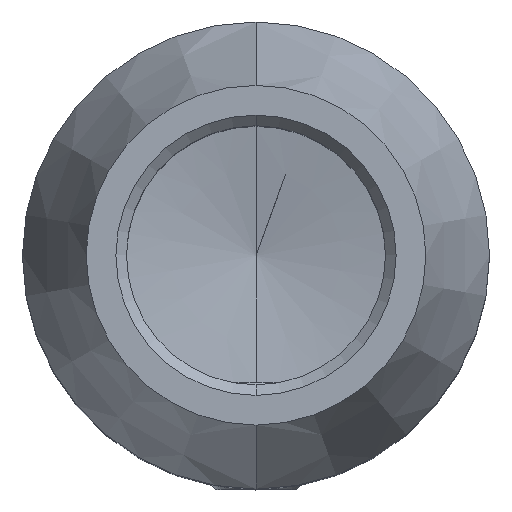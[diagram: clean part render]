
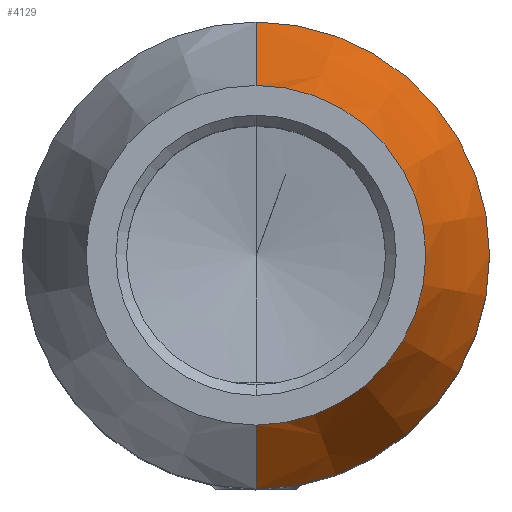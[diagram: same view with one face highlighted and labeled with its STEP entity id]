
A CAD part, top view. The second image highlights one B-rep face of the part: STEP entity #4129.
In plain terms, the highlighted conical face has half-angle 20.556 degrees and reference radius 11 mm.
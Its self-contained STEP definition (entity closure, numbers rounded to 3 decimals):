
#132 = VERTEX_POINT ( 'NONE', #4137 ) ;
#497 = LINE ( 'NONE', #14292, #2483 ) ;
#809 = AXIS2_PLACEMENT_3D ( 'NONE', #15255, #2239, #10431 ) ;
#1084 = CONICAL_SURFACE ( 'NONE', #809, 11., 0.359 ) ;
#2239 = DIRECTION ( 'NONE',  ( 0., 0., -1. ) ) ;
#2311 = VECTOR ( 'NONE', #6186, 1000. ) ;
#2483 = VECTOR ( 'NONE', #3132, 1000. ) ;
#3132 = DIRECTION ( 'NONE',  ( 0., 0.351, -0.936 ) ) ;
#3630 = ORIENTED_EDGE ( 'NONE', *, *, #20111, .F. ) ;
#4129 = ADVANCED_FACE ( 'NONE', ( #18737 ), #1084, .T. ) ;
#4137 = CARTESIAN_POINT ( 'NONE',  ( 0., -8., 14.25 ) ) ;
#4804 = EDGE_CURVE ( 'NONE', #132, #16161, #17554, .T. ) ;
#4946 = EDGE_CURVE ( 'NONE', #7332, #132, #9523, .T. ) ;
#5064 = DIRECTION ( 'NONE',  ( 0., 0., -1. ) ) ;
#5866 = AXIS2_PLACEMENT_3D ( 'NONE', #11007, #19070, #7909 ) ;
#6186 = DIRECTION ( 'NONE',  ( 0., -0.351, -0.936 ) ) ;
#7332 = VERTEX_POINT ( 'NONE', #19244 ) ;
#7909 = DIRECTION ( 'NONE',  ( 0., 1., 0. ) ) ;
#8785 = CARTESIAN_POINT ( 'NONE',  ( 0., -11., 6.25 ) ) ;
#9449 = EDGE_LOOP ( 'NONE', ( #19627, #18387, #3630, #10688 ) ) ;
#9523 = CIRCLE ( 'NONE', #12957, 8. ) ;
#10431 = DIRECTION ( 'NONE',  ( 0., 1., 0. ) ) ;
#10688 = ORIENTED_EDGE ( 'NONE', *, *, #20150, .F. ) ;
#11007 = CARTESIAN_POINT ( 'NONE',  ( 0., 0., 6.25 ) ) ;
#12278 = VERTEX_POINT ( 'NONE', #20250 ) ;
#12472 = CIRCLE ( 'NONE', #5866, 11. ) ;
#12939 = CARTESIAN_POINT ( 'NONE',  ( 0., 0., 14.25 ) ) ;
#12957 = AXIS2_PLACEMENT_3D ( 'NONE', #12939, #5064, #16153 ) ;
#14292 = CARTESIAN_POINT ( 'NONE',  ( 0., 11., 6.25 ) ) ;
#15255 = CARTESIAN_POINT ( 'NONE',  ( 0., 0., 6.25 ) ) ;
#15886 = CARTESIAN_POINT ( 'NONE',  ( 0., -11., 6.25 ) ) ;
#16153 = DIRECTION ( 'NONE',  ( 0., 1., 0. ) ) ;
#16161 = VERTEX_POINT ( 'NONE', #8785 ) ;
#17554 = LINE ( 'NONE', #15886, #2311 ) ;
#18387 = ORIENTED_EDGE ( 'NONE', *, *, #4804, .T. ) ;
#18737 = FACE_OUTER_BOUND ( 'NONE', #9449, .T. ) ;
#19070 = DIRECTION ( 'NONE',  ( 0., 0., -1. ) ) ;
#19244 = CARTESIAN_POINT ( 'NONE',  ( 0., 8., 14.25 ) ) ;
#19627 = ORIENTED_EDGE ( 'NONE', *, *, #4946, .T. ) ;
#20111 = EDGE_CURVE ( 'NONE', #12278, #16161, #12472, .T. ) ;
#20150 = EDGE_CURVE ( 'NONE', #7332, #12278, #497, .T. ) ;
#20250 = CARTESIAN_POINT ( 'NONE',  ( 0., 11., 6.25 ) ) ;
